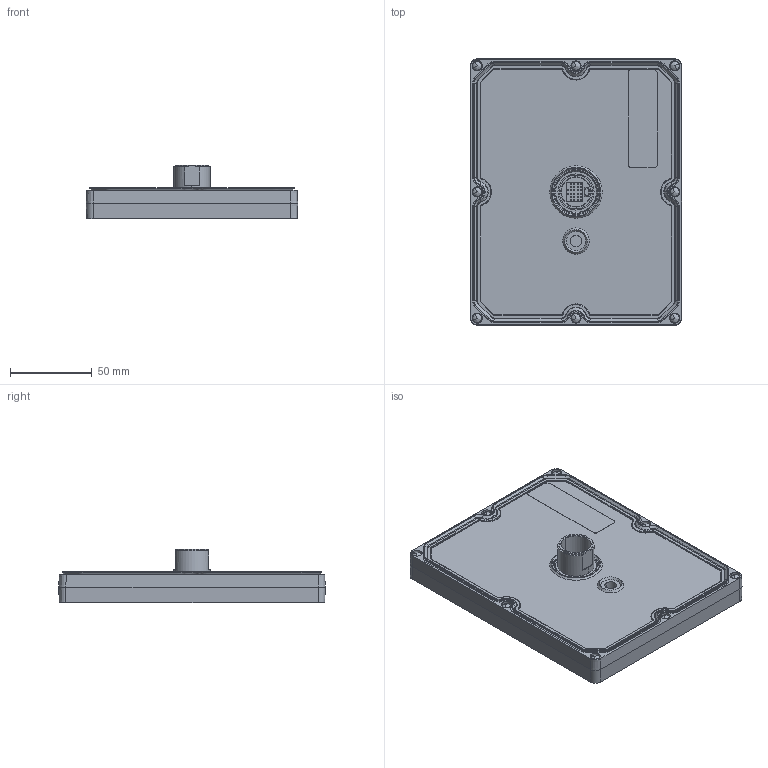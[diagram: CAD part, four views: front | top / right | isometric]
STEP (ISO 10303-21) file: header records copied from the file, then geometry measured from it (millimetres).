
FILE_DESCRIPTION(('STEP AP242'),'1');
FILE_NAME('screen_hmis85.stp','2019-06-18T09:08:28',('TraceParts'),('TraceParts S.A.'),'Spatial InterOp 3D',' ',' ');
FILE_SCHEMA(('AP242_MANAGED_MODEL_BASED_3D_ENGINEERING_MIM_LF {1 0 10303 442 1 1 4}'));
Length unit declared in the file: millimetre
Products named in the file (1): screen_hmis85
Bounding box: 129.4 x 163 x 32.77 mm (x, y, z)
Volume: 351579.4 mm3; surface area: 57571.7 mm2
Topology: 1 solids, 1 shells, 1134 faces, 2877 edges, 1841 vertices
Faces by surface type: plane 471, bspline 369, cylinder 204, cone 90
Entity records: 50414 total; most frequent: CARTESIAN_POINT 16646, ORIENTED_EDGE 5754, DIRECTION 4089, EDGE_CURVE 2877, VERTEX_POINT 1841, AXIS2_PLACEMENT_3D 1391, LINE 1307, VECTOR 1307
